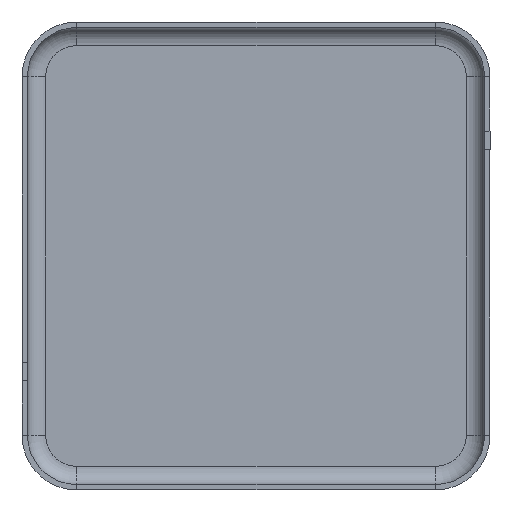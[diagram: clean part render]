
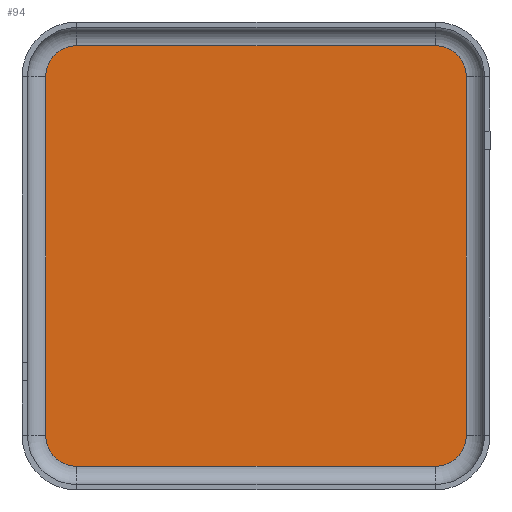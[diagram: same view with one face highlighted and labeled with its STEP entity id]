
A CAD part, front view. The second image highlights one B-rep face of the part: STEP entity #94.
In plain terms, the highlighted planar face has unit normal (0, -1, 0).
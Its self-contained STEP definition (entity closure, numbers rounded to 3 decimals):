
#11 = DIRECTION ( 'NONE',  ( 0., 1., 0. ) ) ;
#12 = LINE ( 'NONE', #1003, #889 ) ;
#23 = DIRECTION ( 'NONE',  ( 0., 0., 1. ) ) ;
#38 = ORIENTED_EDGE ( 'NONE', *, *, #941, .F. ) ;
#42 = EDGE_CURVE ( 'NONE', #340, #1366, #620, .T. ) ;
#59 = VECTOR ( 'NONE', #1171, 1000. ) ;
#66 = PLANE ( 'NONE',  #1150 ) ;
#70 = CARTESIAN_POINT ( 'NONE',  ( -9.85, -0.3, 11.55 ) ) ;
#75 = ORIENTED_EDGE ( 'NONE', *, *, #276, .F. ) ;
#83 = VERTEX_POINT ( 'NONE', #389 ) ;
#94 = ADVANCED_FACE ( 'NONE', ( #794 ), #66, .T. ) ;
#137 = ORIENTED_EDGE ( 'NONE', *, *, #1299, .F. ) ;
#156 = DIRECTION ( 'NONE',  ( -1., 0., 0. ) ) ;
#163 = DIRECTION ( 'NONE',  ( 0., 1., 0. ) ) ;
#184 = CIRCLE ( 'NONE', #1262, 1.7 ) ;
#210 = VERTEX_POINT ( 'NONE', #676 ) ;
#234 = EDGE_LOOP ( 'NONE', ( #792, #1122, #810, #38, #1441, #1082, #75, #137 ) ) ;
#276 = EDGE_CURVE ( 'NONE', #835, #83, #583, .T. ) ;
#284 = CARTESIAN_POINT ( 'NONE',  ( 11.55, -0.3, 9.85 ) ) ;
#318 = VERTEX_POINT ( 'NONE', #1361 ) ;
#326 = DIRECTION ( 'NONE',  ( 0., 1., 0. ) ) ;
#334 = CARTESIAN_POINT ( 'NONE',  ( -9.85, -0.3, -11.55 ) ) ;
#337 = CARTESIAN_POINT ( 'NONE',  ( -11.55, -0.3, 9.85 ) ) ;
#340 = VERTEX_POINT ( 'NONE', #337 ) ;
#353 = DIRECTION ( 'NONE',  ( 0., -1., 0. ) ) ;
#384 = DIRECTION ( 'NONE',  ( 0., 0., 1. ) ) ;
#389 = CARTESIAN_POINT ( 'NONE',  ( 9.85, -0.3, -11.55 ) ) ;
#425 = VECTOR ( 'NONE', #1163, 1000. ) ;
#474 = CIRCLE ( 'NONE', #565, 1.7 ) ;
#514 = LINE ( 'NONE', #566, #1157 ) ;
#565 = AXIS2_PLACEMENT_3D ( 'NONE', #1232, #11, #23 ) ;
#566 = CARTESIAN_POINT ( 'NONE',  ( 9.85, -0.3, -11.55 ) ) ;
#575 = DIRECTION ( 'NONE',  ( 0., 0., -1. ) ) ;
#583 = CIRCLE ( 'NONE', #873, 1.7 ) ;
#584 = DIRECTION ( 'NONE',  ( 0., 1., 0. ) ) ;
#598 = CARTESIAN_POINT ( 'NONE',  ( 9.85, -0.3, 9.85 ) ) ;
#605 = CARTESIAN_POINT ( 'NONE',  ( -9.85, -0.3, 9.85 ) ) ;
#620 = CIRCLE ( 'NONE', #1411, 1.7 ) ;
#676 = CARTESIAN_POINT ( 'NONE',  ( 9.85, -0.3, 11.55 ) ) ;
#691 = DIRECTION ( 'NONE',  ( 0., 0., 1. ) ) ;
#695 = VERTEX_POINT ( 'NONE', #334 ) ;
#708 = CARTESIAN_POINT ( 'NONE',  ( 11.55, -0.3, 9.85 ) ) ;
#714 = EDGE_CURVE ( 'NONE', #695, #318, #474, .T. ) ;
#758 = LINE ( 'NONE', #70, #425 ) ;
#770 = CARTESIAN_POINT ( 'NONE',  ( 9.85, -0.3, 9.85 ) ) ;
#792 = ORIENTED_EDGE ( 'NONE', *, *, #929, .F. ) ;
#794 = FACE_OUTER_BOUND ( 'NONE', #234, .T. ) ;
#810 = ORIENTED_EDGE ( 'NONE', *, *, #42, .F. ) ;
#835 = VERTEX_POINT ( 'NONE', #926 ) ;
#873 = AXIS2_PLACEMENT_3D ( 'NONE', #1143, #584, #691 ) ;
#889 = VECTOR ( 'NONE', #997, 1000. ) ;
#892 = LINE ( 'NONE', #284, #59 ) ;
#926 = CARTESIAN_POINT ( 'NONE',  ( 11.55, -0.3, -9.85 ) ) ;
#929 = EDGE_CURVE ( 'NONE', #210, #1199, #184, .T. ) ;
#941 = EDGE_CURVE ( 'NONE', #318, #340, #12, .T. ) ;
#997 = DIRECTION ( 'NONE',  ( 0., 0., 1. ) ) ;
#1003 = CARTESIAN_POINT ( 'NONE',  ( -11.55, -0.3, -9.85 ) ) ;
#1051 = EDGE_CURVE ( 'NONE', #83, #695, #514, .T. ) ;
#1082 = ORIENTED_EDGE ( 'NONE', *, *, #1051, .F. ) ;
#1122 = ORIENTED_EDGE ( 'NONE', *, *, #1244, .F. ) ;
#1143 = CARTESIAN_POINT ( 'NONE',  ( 9.85, -0.3, -9.85 ) ) ;
#1150 = AXIS2_PLACEMENT_3D ( 'NONE', #598, #353, #575 ) ;
#1157 = VECTOR ( 'NONE', #156, 1000. ) ;
#1163 = DIRECTION ( 'NONE',  ( 1., 0., 0. ) ) ;
#1171 = DIRECTION ( 'NONE',  ( 0., 0., -1. ) ) ;
#1187 = CARTESIAN_POINT ( 'NONE',  ( -9.85, -0.3, 11.55 ) ) ;
#1199 = VERTEX_POINT ( 'NONE', #708 ) ;
#1222 = DIRECTION ( 'NONE',  ( 0., 0., 1. ) ) ;
#1232 = CARTESIAN_POINT ( 'NONE',  ( -9.85, -0.3, -9.85 ) ) ;
#1244 = EDGE_CURVE ( 'NONE', #1366, #210, #758, .T. ) ;
#1262 = AXIS2_PLACEMENT_3D ( 'NONE', #770, #326, #1222 ) ;
#1299 = EDGE_CURVE ( 'NONE', #1199, #835, #892, .T. ) ;
#1361 = CARTESIAN_POINT ( 'NONE',  ( -11.55, -0.3, -9.85 ) ) ;
#1366 = VERTEX_POINT ( 'NONE', #1187 ) ;
#1411 = AXIS2_PLACEMENT_3D ( 'NONE', #605, #163, #384 ) ;
#1441 = ORIENTED_EDGE ( 'NONE', *, *, #714, .F. ) ;
